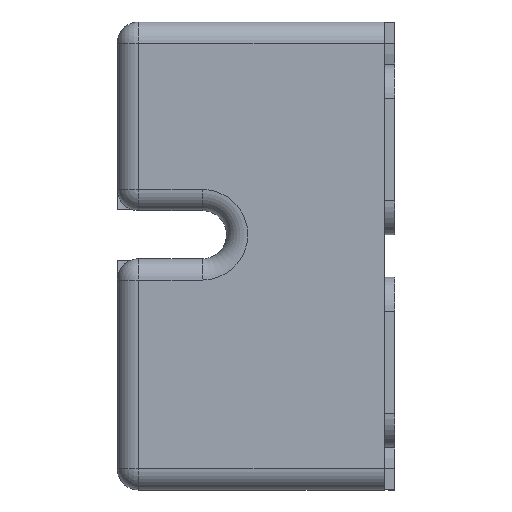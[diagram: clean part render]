
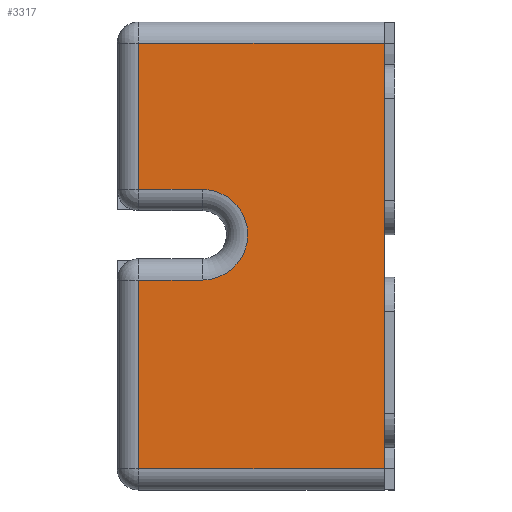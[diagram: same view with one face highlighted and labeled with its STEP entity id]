
A CAD part, left-side view. The second image highlights one B-rep face of the part: STEP entity #3317.
In plain terms, the highlighted planar face has unit normal (-1, 0, 0).
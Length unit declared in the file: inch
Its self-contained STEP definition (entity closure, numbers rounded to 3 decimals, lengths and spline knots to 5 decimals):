
#353 = ORIENTED_EDGE ( 'NONE', *, *, #9627, .T. ) ;
#508 = VECTOR ( 'NONE', #15149, 39.37008 ) ;
#619 = VERTEX_POINT ( 'NONE', #11987 ) ;
#804 = VERTEX_POINT ( 'NONE', #2091 ) ;
#838 = CARTESIAN_POINT ( 'NONE',  ( -1.72047, 1.505, -1.375 ) ) ;
#1067 = CARTESIAN_POINT ( 'NONE',  ( -1.72047, 1.13, 0.125 ) ) ;
#1088 = LINE ( 'NONE', #838, #5590 ) ;
#1687 = VERTEX_POINT ( 'NONE', #1978 ) ;
#1706 = VECTOR ( 'NONE', #2118, 39.37008 ) ;
#1978 = CARTESIAN_POINT ( 'NONE',  ( -1.72047, 1.13, -0.14125 ) ) ;
#2091 = CARTESIAN_POINT ( 'NONE',  ( -1.72047, 0.06, -1.25 ) ) ;
#2118 = DIRECTION ( 'NONE',  ( 0., -1., 0. ) ) ;
#2516 = VECTOR ( 'NONE', #9966, 39.37008 ) ;
#3043 = CARTESIAN_POINT ( 'NONE',  ( -1.72047, 1.505, -1.375 ) ) ;
#3317 = ADVANCED_FACE ( 'NONE', ( #7141 ), #4498, .F. ) ;
#3419 = DIRECTION ( 'NONE',  ( 1., 0., 0. ) ) ;
#3654 = DIRECTION ( 'NONE',  ( 0., 0., -1. ) ) ;
#3949 = CARTESIAN_POINT ( 'NONE',  ( -1.72047, 1.505, 1.25 ) ) ;
#3972 = DIRECTION ( 'NONE',  ( 1., 0., 0. ) ) ;
#4213 = DIRECTION ( 'NONE',  ( 0., -1., 0. ) ) ;
#4498 = PLANE ( 'NONE',  #15446 ) ;
#5111 = CARTESIAN_POINT ( 'NONE',  ( -1.72047, 1.505, -0.14125 ) ) ;
#5498 = CARTESIAN_POINT ( 'NONE',  ( -1.72047, 1.505, 0.39125 ) ) ;
#5540 = ORIENTED_EDGE ( 'NONE', *, *, #8122, .T. ) ;
#5590 = VECTOR ( 'NONE', #10356, 39.37008 ) ;
#6669 = ORIENTED_EDGE ( 'NONE', *, *, #15043, .T. ) ;
#6865 = LINE ( 'NONE', #6947, #12128 ) ;
#6943 = EDGE_CURVE ( 'NONE', #14218, #16536, #1088, .T. ) ;
#6947 = CARTESIAN_POINT ( 'NONE',  ( -1.72047, 1.63, 0.39125 ) ) ;
#7141 = FACE_OUTER_BOUND ( 'NONE', #16218, .T. ) ;
#7629 = EDGE_CURVE ( 'NONE', #1687, #7999, #12535, .T. ) ;
#7663 = CARTESIAN_POINT ( 'NONE',  ( -1.72047, 1.63, -1.25 ) ) ;
#7999 = VERTEX_POINT ( 'NONE', #5111 ) ;
#8122 = EDGE_CURVE ( 'NONE', #16536, #619, #6865, .T. ) ;
#8369 = VECTOR ( 'NONE', #3654, 39.37008 ) ;
#9018 = VERTEX_POINT ( 'NONE', #11501 ) ;
#9164 = LINE ( 'NONE', #3043, #13837 ) ;
#9464 = EDGE_CURVE ( 'NONE', #14365, #804, #15734, .T. ) ;
#9627 = EDGE_CURVE ( 'NONE', #7999, #14365, #9164, .T. ) ;
#9809 = CIRCLE ( 'NONE', #14333, 0.26625 ) ;
#9911 = ORIENTED_EDGE ( 'NONE', *, *, #7629, .T. ) ;
#9962 = CARTESIAN_POINT ( 'NONE',  ( -1.72047, 1.63, 1.375 ) ) ;
#9966 = DIRECTION ( 'NONE',  ( 0., 1., 0. ) ) ;
#10356 = DIRECTION ( 'NONE',  ( 0., 0., -1. ) ) ;
#10759 = CARTESIAN_POINT ( 'NONE',  ( -1.72047, 1.505, -1.25 ) ) ;
#11089 = DIRECTION ( 'NONE',  ( 0., 0., -1. ) ) ;
#11161 = CARTESIAN_POINT ( 'NONE',  ( -1.72047, 1.63, 1.25 ) ) ;
#11501 = CARTESIAN_POINT ( 'NONE',  ( -1.72047, 0.06, 1.25 ) ) ;
#11987 = CARTESIAN_POINT ( 'NONE',  ( -1.72047, 1.13, 0.39125 ) ) ;
#12128 = VECTOR ( 'NONE', #4213, 39.37008 ) ;
#12483 = ORIENTED_EDGE ( 'NONE', *, *, #9464, .T. ) ;
#12535 = LINE ( 'NONE', #13696, #2516 ) ;
#12564 = ORIENTED_EDGE ( 'NONE', *, *, #12795, .F. ) ;
#12795 = EDGE_CURVE ( 'NONE', #9018, #804, #15795, .T. ) ;
#13127 = EDGE_CURVE ( 'NONE', #9018, #14218, #16484, .T. ) ;
#13696 = CARTESIAN_POINT ( 'NONE',  ( -1.72047, 1.63, -0.14125 ) ) ;
#13837 = VECTOR ( 'NONE', #11089, 39.37008 ) ;
#13953 = DIRECTION ( 'NONE',  ( 0., 0., -1. ) ) ;
#14218 = VERTEX_POINT ( 'NONE', #3949 ) ;
#14271 = ORIENTED_EDGE ( 'NONE', *, *, #13127, .T. ) ;
#14333 = AXIS2_PLACEMENT_3D ( 'NONE', #1067, #3972, #16189 ) ;
#14365 = VERTEX_POINT ( 'NONE', #10759 ) ;
#15043 = EDGE_CURVE ( 'NONE', #619, #1687, #9809, .T. ) ;
#15149 = DIRECTION ( 'NONE',  ( 0., 1., 0. ) ) ;
#15369 = CARTESIAN_POINT ( 'NONE',  ( -1.72047, 0.06, 0. ) ) ;
#15446 = AXIS2_PLACEMENT_3D ( 'NONE', #9962, #3419, #13953 ) ;
#15734 = LINE ( 'NONE', #7663, #1706 ) ;
#15795 = LINE ( 'NONE', #15369, #8369 ) ;
#16143 = ORIENTED_EDGE ( 'NONE', *, *, #6943, .T. ) ;
#16189 = DIRECTION ( 'NONE',  ( 0., 0., -1. ) ) ;
#16218 = EDGE_LOOP ( 'NONE', ( #12564, #14271, #16143, #5540, #6669, #9911, #353, #12483 ) ) ;
#16484 = LINE ( 'NONE', #11161, #508 ) ;
#16536 = VERTEX_POINT ( 'NONE', #5498 ) ;
